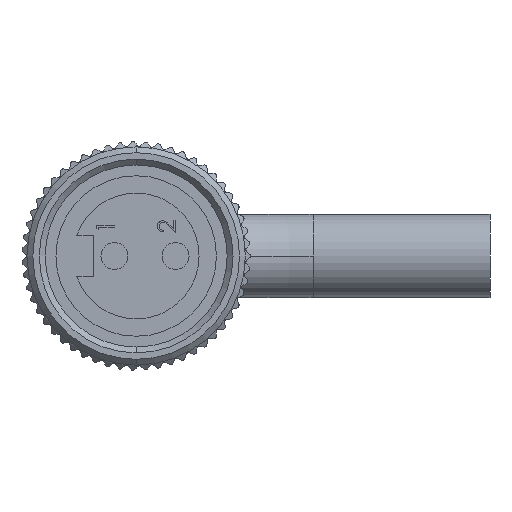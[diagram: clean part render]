
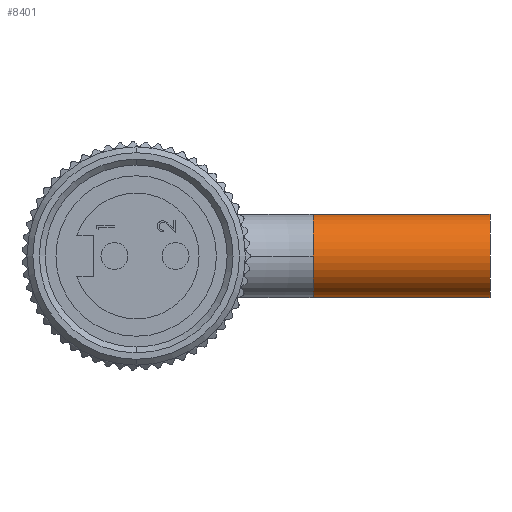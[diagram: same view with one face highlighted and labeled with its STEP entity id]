
A CAD part, left-side view. The second image highlights one B-rep face of the part: STEP entity #8401.
In plain terms, the highlighted cylindrical face has radius 4.7 mm (diameter 9.4 mm), a partial arc.
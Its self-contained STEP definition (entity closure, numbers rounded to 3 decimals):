
#180 = CIRCLE ( 'NONE', #9029, 4.7 ) ;
#382 = DIRECTION ( 'NONE',  ( 0., 0., -1. ) ) ;
#462 = CARTESIAN_POINT ( 'NONE',  ( 71.88, -40., -4.7 ) ) ;
#2538 = ORIENTED_EDGE ( 'NONE', *, *, #8726, .F. ) ;
#2939 = VERTEX_POINT ( 'NONE', #5606 ) ;
#3029 = CARTESIAN_POINT ( 'NONE',  ( 71.88, -20., 0. ) ) ;
#3589 = EDGE_LOOP ( 'NONE', ( #16862, #6953, #6319, #18331, #2538 ) ) ;
#3750 = CIRCLE ( 'NONE', #7682, 4.7 ) ;
#3958 = CIRCLE ( 'NONE', #15991, 4.7 ) ;
#3976 = CYLINDRICAL_SURFACE ( 'NONE', #8057, 4.7 ) ;
#4377 = LINE ( 'NONE', #17018, #15406 ) ;
#4453 = DIRECTION ( 'NONE',  ( 0., 0., -1. ) ) ;
#4628 = CARTESIAN_POINT ( 'NONE',  ( 71.88, -20., 0. ) ) ;
#4644 = DIRECTION ( 'NONE',  ( 0., -1., 0. ) ) ;
#4798 = CARTESIAN_POINT ( 'NONE',  ( 71.88, -20., -4.7 ) ) ;
#5606 = CARTESIAN_POINT ( 'NONE',  ( 67.18, -20., 0. ) ) ;
#6067 = DIRECTION ( 'NONE',  ( 0., 0., -1. ) ) ;
#6319 = ORIENTED_EDGE ( 'NONE', *, *, #8443, .T. ) ;
#6333 = LINE ( 'NONE', #8578, #10188 ) ;
#6953 = ORIENTED_EDGE ( 'NONE', *, *, #9175, .T. ) ;
#7682 = AXIS2_PLACEMENT_3D ( 'NONE', #13276, #4644, #14719 ) ;
#8057 = AXIS2_PLACEMENT_3D ( 'NONE', #3029, #15958, #4453 ) ;
#8401 = ADVANCED_FACE ( 'NONE', ( #15458 ), #3976, .T. ) ;
#8443 = EDGE_CURVE ( 'NONE', #2939, #9266, #180, .T. ) ;
#8578 = CARTESIAN_POINT ( 'NONE',  ( 71.88, -20., -4.7 ) ) ;
#8726 = EDGE_CURVE ( 'NONE', #16650, #12479, #3750, .T. ) ;
#9007 = DIRECTION ( 'NONE',  ( 0., -1., 0. ) ) ;
#9029 = AXIS2_PLACEMENT_3D ( 'NONE', #17614, #9007, #382 ) ;
#9175 = EDGE_CURVE ( 'NONE', #10609, #2939, #3958, .T. ) ;
#9266 = VERTEX_POINT ( 'NONE', #4798 ) ;
#10188 = VECTOR ( 'NONE', #17174, 1000. ) ;
#10609 = VERTEX_POINT ( 'NONE', #16540 ) ;
#12479 = VERTEX_POINT ( 'NONE', #462 ) ;
#13276 = CARTESIAN_POINT ( 'NONE',  ( 71.88, -40., 0. ) ) ;
#14265 = EDGE_CURVE ( 'NONE', #10609, #16650, #4377, .T. ) ;
#14692 = DIRECTION ( 'NONE',  ( 0., -1., 0. ) ) ;
#14719 = DIRECTION ( 'NONE',  ( 0., 0., -1. ) ) ;
#14768 = CARTESIAN_POINT ( 'NONE',  ( 71.88, -40., 4.7 ) ) ;
#15406 = VECTOR ( 'NONE', #15547, 1000. ) ;
#15458 = FACE_OUTER_BOUND ( 'NONE', #3589, .T. ) ;
#15547 = DIRECTION ( 'NONE',  ( 0., -1., 0. ) ) ;
#15958 = DIRECTION ( 'NONE',  ( 0., -1., 0. ) ) ;
#15991 = AXIS2_PLACEMENT_3D ( 'NONE', #4628, #14692, #6067 ) ;
#16432 = EDGE_CURVE ( 'NONE', #9266, #12479, #6333, .T. ) ;
#16540 = CARTESIAN_POINT ( 'NONE',  ( 71.88, -20., 4.7 ) ) ;
#16650 = VERTEX_POINT ( 'NONE', #14768 ) ;
#16862 = ORIENTED_EDGE ( 'NONE', *, *, #14265, .F. ) ;
#17018 = CARTESIAN_POINT ( 'NONE',  ( 71.88, -20., 4.7 ) ) ;
#17174 = DIRECTION ( 'NONE',  ( 0., -1., 0. ) ) ;
#17614 = CARTESIAN_POINT ( 'NONE',  ( 71.88, -20., 0. ) ) ;
#18331 = ORIENTED_EDGE ( 'NONE', *, *, #16432, .T. ) ;
